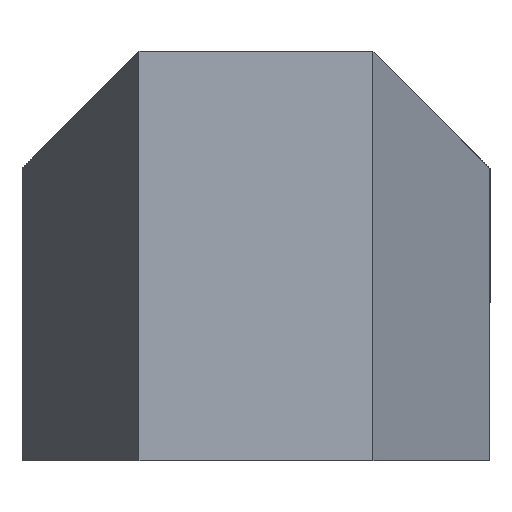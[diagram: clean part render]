
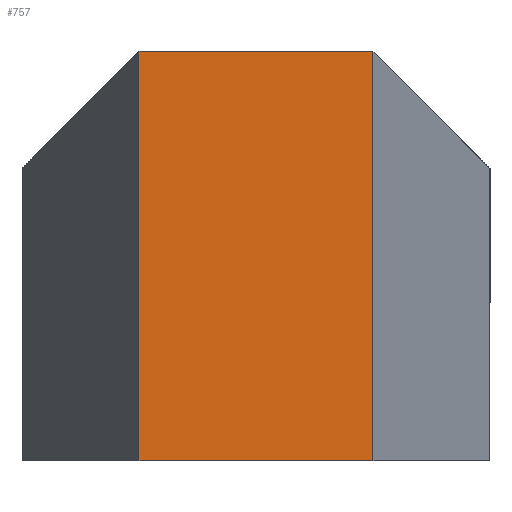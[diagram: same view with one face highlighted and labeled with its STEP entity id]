
A CAD part, left-side view. The second image highlights one B-rep face of the part: STEP entity #757.
In plain terms, the highlighted planar face has unit normal (-1, 0, 0).
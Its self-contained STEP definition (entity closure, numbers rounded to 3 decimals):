
#103=FACE_OUTER_BOUND('',#148,.T.);
#148=EDGE_LOOP('',(#546,#547,#548,#549));
#207=LINE('',#1165,#270);
#212=LINE('',#1183,#275);
#215=LINE('',#1189,#278);
#216=LINE('',#1190,#279);
#270=VECTOR('',#915,10.);
#275=VECTOR('',#934,10.);
#278=VECTOR('',#939,10.);
#279=VECTOR('',#940,10.);
#324=VERTEX_POINT('',#1137);
#335=VERTEX_POINT('',#1163);
#341=VERTEX_POINT('',#1182);
#343=VERTEX_POINT('',#1188);
#409=EDGE_CURVE('',#324,#335,#207,.T.);
#418=EDGE_CURVE('',#324,#341,#212,.T.);
#421=EDGE_CURVE('',#343,#335,#215,.T.);
#422=EDGE_CURVE('',#343,#341,#216,.T.);
#546=ORIENTED_EDGE('',*,*,#418,.F.);
#547=ORIENTED_EDGE('',*,*,#409,.T.);
#548=ORIENTED_EDGE('',*,*,#421,.F.);
#549=ORIENTED_EDGE('',*,*,#422,.T.);
#735=PLANE('',#812);
#757=ADVANCED_FACE('',(#103),#735,.T.);
#812=AXIS2_PLACEMENT_3D('',#1187,#937,#938);
#915=DIRECTION('',(0.,1.,0.));
#934=DIRECTION('',(0.,0.,-1.));
#937=DIRECTION('center_axis',(-1.,0.,0.));
#938=DIRECTION('ref_axis',(0.,0.,1.));
#939=DIRECTION('',(0.,0.,1.));
#940=DIRECTION('',(0.,-1.,0.));
#1137=CARTESIAN_POINT('',(0.,-10.,35.));
#1163=CARTESIAN_POINT('',(0.,10.,35.));
#1165=CARTESIAN_POINT('',(0.,0.,35.));
#1182=CARTESIAN_POINT('',(0.,-10.,0.));
#1183=CARTESIAN_POINT('',(0.,-10.,8.75));
#1187=CARTESIAN_POINT('Origin',(0.,0.,0.));
#1188=CARTESIAN_POINT('',(0.,10.,0.));
#1189=CARTESIAN_POINT('',(0.,10.,8.75));
#1190=CARTESIAN_POINT('',(0.,0.,0.));
